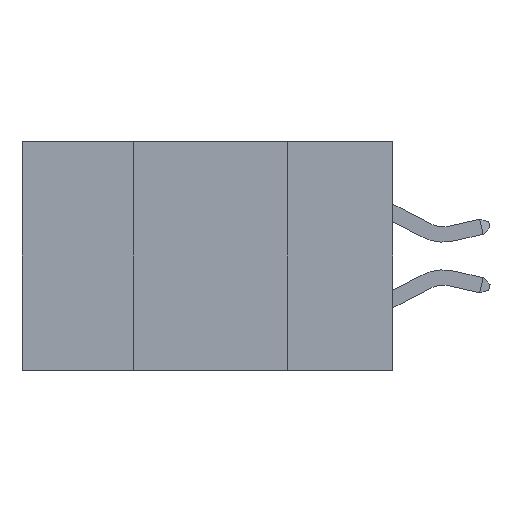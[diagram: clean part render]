
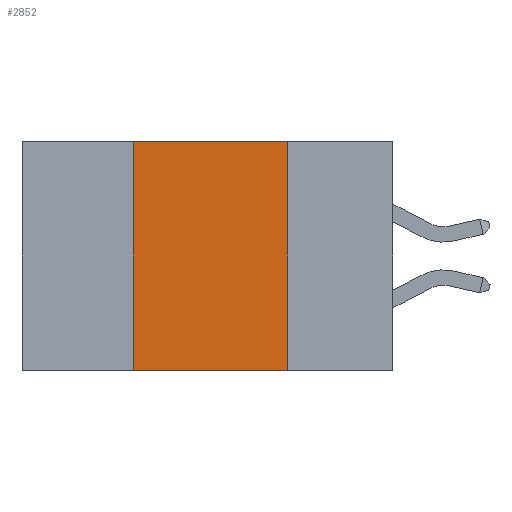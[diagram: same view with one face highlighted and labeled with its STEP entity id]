
A CAD part, left-side view. The second image highlights one B-rep face of the part: STEP entity #2852.
In plain terms, the highlighted planar face has unit normal (-1, 0, 0).
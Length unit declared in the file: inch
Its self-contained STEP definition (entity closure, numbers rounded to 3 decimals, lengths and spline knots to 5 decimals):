
#2496 = EDGE_CURVE ( 'NONE', #20137, #11580, #21238, .T. ) ;
#2852 = ADVANCED_FACE ( 'NONE', ( #4700 ), #14633, .F. ) ;
#2955 = CARTESIAN_POINT ( 'NONE',  ( 0., 0.6, 0. ) ) ;
#3442 = CARTESIAN_POINT ( 'NONE',  ( 0., 0.42, 0. ) ) ;
#3652 = VECTOR ( 'NONE', #11101, 39.37008 ) ;
#4700 = FACE_OUTER_BOUND ( 'NONE', #17206, .T. ) ;
#5299 = EDGE_CURVE ( 'NONE', #13915, #20137, #10608, .T. ) ;
#6440 = EDGE_CURVE ( 'NONE', #13915, #19296, #8647, .T. ) ;
#8049 = DIRECTION ( 'NONE',  ( 0., 0., -1. ) ) ;
#8326 = ORIENTED_EDGE ( 'NONE', *, *, #6440, .T. ) ;
#8470 = CARTESIAN_POINT ( 'NONE',  ( 0., 0.17, -0.37 ) ) ;
#8647 = LINE ( 'NONE', #20028, #12693 ) ;
#10284 = AXIS2_PLACEMENT_3D ( 'NONE', #14116, #14010, #13745 ) ;
#10608 = LINE ( 'NONE', #3442, #14581 ) ;
#10960 = LINE ( 'NONE', #14845, #14409 ) ;
#11029 = ORIENTED_EDGE ( 'NONE', *, *, #16742, .F. ) ;
#11101 = DIRECTION ( 'NONE',  ( 0., -1., 0. ) ) ;
#11580 = VERTEX_POINT ( 'NONE', #18136 ) ;
#11595 = DIRECTION ( 'NONE',  ( 0., -1., 0. ) ) ;
#12095 = DIRECTION ( 'NONE',  ( 0., 0., 1. ) ) ;
#12693 = VECTOR ( 'NONE', #11595, 39.37008 ) ;
#13745 = DIRECTION ( 'NONE',  ( 0., 0., -1. ) ) ;
#13915 = VERTEX_POINT ( 'NONE', #21465 ) ;
#14010 = DIRECTION ( 'NONE',  ( 1., 0., 0. ) ) ;
#14116 = CARTESIAN_POINT ( 'NONE',  ( 0., 0.6, 0. ) ) ;
#14409 = VECTOR ( 'NONE', #8049, 39.37008 ) ;
#14581 = VECTOR ( 'NONE', #12095, 39.37008 ) ;
#14633 = PLANE ( 'NONE',  #10284 ) ;
#14845 = CARTESIAN_POINT ( 'NONE',  ( 0., 0.17, 0. ) ) ;
#16328 = ORIENTED_EDGE ( 'NONE', *, *, #5299, .F. ) ;
#16742 = EDGE_CURVE ( 'NONE', #11580, #19296, #10960, .T. ) ;
#17206 = EDGE_LOOP ( 'NONE', ( #11029, #21327, #16328, #8326 ) ) ;
#18136 = CARTESIAN_POINT ( 'NONE',  ( 0., 0.17, 0. ) ) ;
#19296 = VERTEX_POINT ( 'NONE', #8470 ) ;
#20028 = CARTESIAN_POINT ( 'NONE',  ( 0., 0.6, -0.37 ) ) ;
#20137 = VERTEX_POINT ( 'NONE', #21133 ) ;
#21133 = CARTESIAN_POINT ( 'NONE',  ( 0., 0.42, 0. ) ) ;
#21238 = LINE ( 'NONE', #2955, #3652 ) ;
#21327 = ORIENTED_EDGE ( 'NONE', *, *, #2496, .F. ) ;
#21465 = CARTESIAN_POINT ( 'NONE',  ( 0., 0.42, -0.37 ) ) ;
